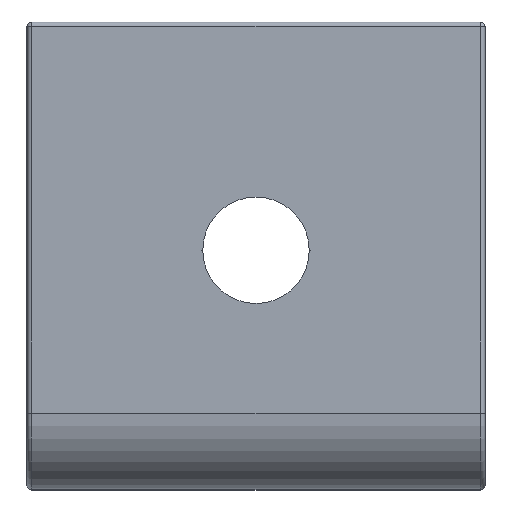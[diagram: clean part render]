
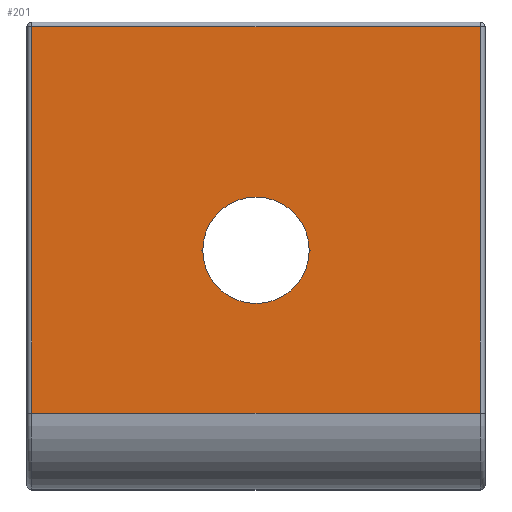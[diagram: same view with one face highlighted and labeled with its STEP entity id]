
A CAD part, top view. The second image highlights one B-rep face of the part: STEP entity #201.
In plain terms, the highlighted planar face has unit normal (0, 0, 1).
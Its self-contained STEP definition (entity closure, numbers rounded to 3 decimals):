
#2 = ORIENTED_EDGE ( 'NONE', *, *, #1079, .T. ) ;
#25 = CARTESIAN_POINT ( 'NONE',  ( 0.3, 5., 0. ) ) ;
#59 = DIRECTION ( 'NONE',  ( 0., 1., 0. ) ) ;
#102 = VECTOR ( 'NONE', #117, 1000. ) ;
#117 = DIRECTION ( 'NONE',  ( -1., 0., 0. ) ) ;
#119 = EDGE_LOOP ( 'NONE', ( #1109, #233, #2, #1074 ) ) ;
#122 = VERTEX_POINT ( 'NONE', #1095 ) ;
#143 = LINE ( 'NONE', #25, #823 ) ;
#159 = DIRECTION ( 'NONE',  ( 1., 0., 0. ) ) ;
#177 = AXIS2_PLACEMENT_3D ( 'NONE', #301, #1036, #667 ) ;
#201 = ADVANCED_FACE ( 'NONE', ( #595, #659 ), #568, .F. ) ;
#233 = ORIENTED_EDGE ( 'NONE', *, *, #363, .T. ) ;
#252 = CARTESIAN_POINT ( 'NONE',  ( 29.8, 30.7, 0. ) ) ;
#301 = CARTESIAN_POINT ( 'NONE',  ( 30.1, 30.7, 0. ) ) ;
#316 = ORIENTED_EDGE ( 'NONE', *, *, #333, .F. ) ;
#327 = VERTEX_POINT ( 'NONE', #1066 ) ;
#331 = LINE ( 'NONE', #252, #746 ) ;
#333 = EDGE_CURVE ( 'NONE', #1147, #588, #708, .T. ) ;
#355 = AXIS2_PLACEMENT_3D ( 'NONE', #574, #1041, #458 ) ;
#363 = EDGE_CURVE ( 'NONE', #327, #803, #331, .T. ) ;
#435 = CARTESIAN_POINT ( 'NONE',  ( 29.8, 30.4, 0. ) ) ;
#458 = DIRECTION ( 'NONE',  ( 1., 0., 0. ) ) ;
#475 = EDGE_CURVE ( 'NONE', #588, #1147, #818, .T. ) ;
#512 = CARTESIAN_POINT ( 'NONE',  ( 15.05, 15.7, 0. ) ) ;
#557 = EDGE_LOOP ( 'NONE', ( #596, #316 ) ) ;
#568 = PLANE ( 'NONE',  #177 ) ;
#574 = CARTESIAN_POINT ( 'NONE',  ( 15.05, 15.7, 0. ) ) ;
#584 = CARTESIAN_POINT ( 'NONE',  ( 0.3, 5., 0. ) ) ;
#588 = VERTEX_POINT ( 'NONE', #791 ) ;
#595 = FACE_BOUND ( 'NONE', #557, .T. ) ;
#596 = ORIENTED_EDGE ( 'NONE', *, *, #475, .F. ) ;
#659 = FACE_OUTER_BOUND ( 'NONE', #119, .T. ) ;
#664 = EDGE_CURVE ( 'NONE', #122, #1106, #143, .T. ) ;
#667 = DIRECTION ( 'NONE',  ( 0., 1., 0. ) ) ;
#708 = CIRCLE ( 'NONE', #865, 3.5 ) ;
#746 = VECTOR ( 'NONE', #59, 1000. ) ;
#783 = CARTESIAN_POINT ( 'NONE',  ( 0., 30.4, 0. ) ) ;
#791 = CARTESIAN_POINT ( 'NONE',  ( 11.55, 15.7, 0. ) ) ;
#803 = VERTEX_POINT ( 'NONE', #435 ) ;
#808 = EDGE_CURVE ( 'NONE', #1106, #327, #989, .T. ) ;
#818 = CIRCLE ( 'NONE', #355, 3.5 ) ;
#823 = VECTOR ( 'NONE', #958, 1000. ) ;
#865 = AXIS2_PLACEMENT_3D ( 'NONE', #512, #891, #907 ) ;
#891 = DIRECTION ( 'NONE',  ( 0., 0., 1. ) ) ;
#898 = CARTESIAN_POINT ( 'NONE',  ( 18.55, 15.7, 0. ) ) ;
#907 = DIRECTION ( 'NONE',  ( 1., 0., 0. ) ) ;
#958 = DIRECTION ( 'NONE',  ( 0., -1., 0. ) ) ;
#989 = LINE ( 'NONE', #1181, #1122 ) ;
#1036 = DIRECTION ( 'NONE',  ( 0., 0., -1. ) ) ;
#1041 = DIRECTION ( 'NONE',  ( 0., 0., 1. ) ) ;
#1066 = CARTESIAN_POINT ( 'NONE',  ( 29.8, 5., 0. ) ) ;
#1074 = ORIENTED_EDGE ( 'NONE', *, *, #664, .T. ) ;
#1079 = EDGE_CURVE ( 'NONE', #803, #122, #1132, .T. ) ;
#1095 = CARTESIAN_POINT ( 'NONE',  ( 0.3, 30.4, 0. ) ) ;
#1106 = VERTEX_POINT ( 'NONE', #584 ) ;
#1109 = ORIENTED_EDGE ( 'NONE', *, *, #808, .T. ) ;
#1122 = VECTOR ( 'NONE', #159, 1000. ) ;
#1132 = LINE ( 'NONE', #783, #102 ) ;
#1147 = VERTEX_POINT ( 'NONE', #898 ) ;
#1181 = CARTESIAN_POINT ( 'NONE',  ( 30.1, 5., 0. ) ) ;
